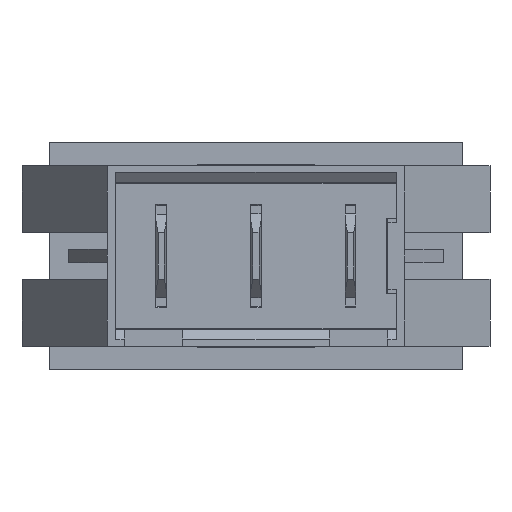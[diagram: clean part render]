
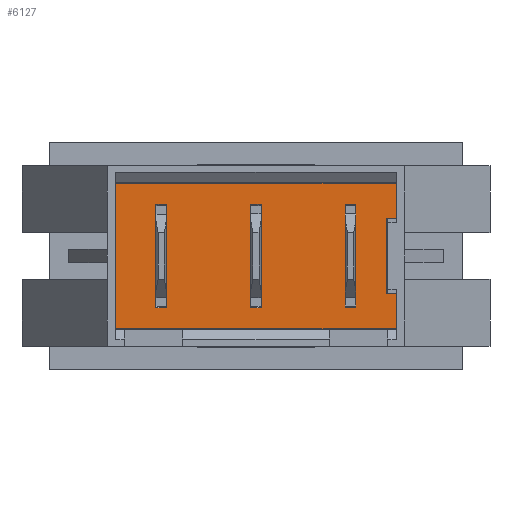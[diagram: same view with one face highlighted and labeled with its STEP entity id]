
A CAD part, front view. The second image highlights one B-rep face of the part: STEP entity #6127.
In plain terms, the highlighted planar face has unit normal (0, -1, 0).
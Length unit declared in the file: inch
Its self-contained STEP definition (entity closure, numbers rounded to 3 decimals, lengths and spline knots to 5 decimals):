
#57=FACE_BOUND('',#618,.T.);
#58=FACE_BOUND('',#619,.T.);
#59=FACE_BOUND('',#620,.T.);
#336=FACE_OUTER_BOUND('',#617,.T.);
#617=EDGE_LOOP('',(#5037,#5038,#5039,#5040,#5041,#5042,#5043,#5044));
#618=EDGE_LOOP('',(#5045,#5046,#5047,#5048));
#619=EDGE_LOOP('',(#5049,#5050,#5051,#5052));
#620=EDGE_LOOP('',(#5053,#5054,#5055,#5056));
#1262=LINE('',#9233,#2081);
#1266=LINE('',#9241,#2085);
#1269=LINE('',#9247,#2088);
#1274=LINE('',#9258,#2093);
#1277=LINE('',#9264,#2096);
#1281=LINE('',#9271,#2100);
#1283=LINE('',#9274,#2102);
#1288=LINE('',#9286,#2107);
#1298=LINE('',#9307,#2117);
#1302=LINE('',#9316,#2121);
#1305=LINE('',#9322,#2124);
#1309=LINE('',#9329,#2128);
#1311=LINE('',#9332,#2130);
#1323=LINE('',#9357,#2142);
#1328=LINE('',#9367,#2147);
#1329=LINE('',#9369,#2148);
#1330=LINE('',#9371,#2149);
#1331=LINE('',#9372,#2150);
#1332=LINE('',#9373,#2151);
#1333=LINE('',#9374,#2152);
#2081=VECTOR('',#7575,0.3937);
#2085=VECTOR('',#7581,0.3937);
#2088=VECTOR('',#7586,0.3937);
#2093=VECTOR('',#7593,0.3937);
#2096=VECTOR('',#7598,0.3937);
#2100=VECTOR('',#7604,0.3937);
#2102=VECTOR('',#7608,0.3937);
#2107=VECTOR('',#7615,0.3937);
#2117=VECTOR('',#7627,0.3937);
#2121=VECTOR('',#7633,0.3937);
#2124=VECTOR('',#7638,0.3937);
#2128=VECTOR('',#7644,0.3937);
#2130=VECTOR('',#7648,0.3937);
#2142=VECTOR('',#7670,0.3937);
#2147=VECTOR('',#7677,0.3937);
#2148=VECTOR('',#7678,0.3937);
#2149=VECTOR('',#7679,0.3937);
#2150=VECTOR('',#7680,0.3937);
#2151=VECTOR('',#7681,0.3937);
#2152=VECTOR('',#7682,0.3937);
#2742=VERTEX_POINT('',#9231);
#2743=VERTEX_POINT('',#9232);
#2746=VERTEX_POINT('',#9240);
#2748=VERTEX_POINT('',#9246);
#2752=VERTEX_POINT('',#9255);
#2753=VERTEX_POINT('',#9257);
#2755=VERTEX_POINT('',#9263);
#2757=VERTEX_POINT('',#9269);
#2762=VERTEX_POINT('',#9283);
#2763=VERTEX_POINT('',#9285);
#2772=VERTEX_POINT('',#9304);
#2773=VERTEX_POINT('',#9306);
#2776=VERTEX_POINT('',#9313);
#2777=VERTEX_POINT('',#9315);
#2779=VERTEX_POINT('',#9321);
#2781=VERTEX_POINT('',#9327);
#2787=VERTEX_POINT('',#9351);
#2789=VERTEX_POINT('',#9355);
#2794=VERTEX_POINT('',#9368);
#2795=VERTEX_POINT('',#9370);
#3550=EDGE_CURVE('',#2742,#2743,#1262,.T.);
#3554=EDGE_CURVE('',#2746,#2742,#1266,.T.);
#3557=EDGE_CURVE('',#2748,#2746,#1269,.T.);
#3562=EDGE_CURVE('',#2753,#2752,#1274,.T.);
#3565=EDGE_CURVE('',#2755,#2753,#1277,.T.);
#3569=EDGE_CURVE('',#2752,#2757,#1281,.T.);
#3571=EDGE_CURVE('',#2757,#2755,#1283,.T.);
#3576=EDGE_CURVE('',#2763,#2762,#1288,.T.);
#3586=EDGE_CURVE('',#2773,#2772,#1298,.T.);
#3590=EDGE_CURVE('',#2777,#2776,#1302,.T.);
#3593=EDGE_CURVE('',#2779,#2777,#1305,.T.);
#3597=EDGE_CURVE('',#2776,#2781,#1309,.T.);
#3599=EDGE_CURVE('',#2781,#2779,#1311,.T.);
#3611=EDGE_CURVE('',#2787,#2789,#1323,.T.);
#3616=EDGE_CURVE('',#2787,#2743,#1328,.T.);
#3617=EDGE_CURVE('',#2789,#2794,#1329,.T.);
#3618=EDGE_CURVE('',#2794,#2795,#1330,.T.);
#3619=EDGE_CURVE('',#2748,#2795,#1331,.T.);
#3620=EDGE_CURVE('',#2772,#2763,#1332,.T.);
#3621=EDGE_CURVE('',#2762,#2773,#1333,.T.);
#5037=ORIENTED_EDGE('',*,*,#3557,.T.);
#5038=ORIENTED_EDGE('',*,*,#3554,.T.);
#5039=ORIENTED_EDGE('',*,*,#3550,.T.);
#5040=ORIENTED_EDGE('',*,*,#3616,.F.);
#5041=ORIENTED_EDGE('',*,*,#3611,.T.);
#5042=ORIENTED_EDGE('',*,*,#3617,.T.);
#5043=ORIENTED_EDGE('',*,*,#3618,.T.);
#5044=ORIENTED_EDGE('',*,*,#3619,.F.);
#5045=ORIENTED_EDGE('',*,*,#3599,.T.);
#5046=ORIENTED_EDGE('',*,*,#3593,.T.);
#5047=ORIENTED_EDGE('',*,*,#3590,.T.);
#5048=ORIENTED_EDGE('',*,*,#3597,.T.);
#5049=ORIENTED_EDGE('',*,*,#3586,.T.);
#5050=ORIENTED_EDGE('',*,*,#3620,.T.);
#5051=ORIENTED_EDGE('',*,*,#3576,.T.);
#5052=ORIENTED_EDGE('',*,*,#3621,.T.);
#5053=ORIENTED_EDGE('',*,*,#3571,.T.);
#5054=ORIENTED_EDGE('',*,*,#3565,.T.);
#5055=ORIENTED_EDGE('',*,*,#3562,.T.);
#5056=ORIENTED_EDGE('',*,*,#3569,.T.);
#5596=PLANE('',#6465);
#6127=ADVANCED_FACE('',(#336,#57,#58,#59),#5596,.T.);
#6465=AXIS2_PLACEMENT_3D('',#9366,#7675,#7676);
#7575=DIRECTION('',(1.,0.,0.));
#7581=DIRECTION('',(0.,0.,1.));
#7586=DIRECTION('',(-1.,0.,0.));
#7593=DIRECTION('',(0.,0.,-1.));
#7598=DIRECTION('',(1.,0.,0.));
#7604=DIRECTION('',(-1.,0.,0.));
#7608=DIRECTION('',(0.,0.,1.));
#7615=DIRECTION('',(0.,0.,-1.));
#7627=DIRECTION('',(0.,0.,1.));
#7633=DIRECTION('',(0.,0.,-1.));
#7638=DIRECTION('',(1.,0.,0.));
#7644=DIRECTION('',(-1.,0.,0.));
#7648=DIRECTION('',(0.,0.,1.));
#7670=DIRECTION('',(-1.,0.,0.));
#7675=DIRECTION('center_axis',(0.,-1.,0.));
#7676=DIRECTION('ref_axis',(0.,0.,-1.));
#7677=DIRECTION('',(0.,0.,-1.));
#7678=DIRECTION('',(0.,0.,-1.));
#7679=DIRECTION('',(1.,0.,0.));
#7680=DIRECTION('',(0.,0.,-1.));
#7681=DIRECTION('',(1.,0.,0.));
#7682=DIRECTION('',(-1.,0.,0.));
#9231=CARTESIAN_POINT('',(0.38868,-0.28553,0.11253));
#9232=CARTESIAN_POINT('',(0.41868,-0.28553,0.11253));
#9233=CARTESIAN_POINT('',(0.40368,-0.28553,0.11253));
#9240=CARTESIAN_POINT('',(0.38868,-0.28553,-0.11247));
#9241=CARTESIAN_POINT('',(0.38868,-0.28553,-0.05622));
#9246=CARTESIAN_POINT('',(0.41868,-0.28553,-0.11247));
#9247=CARTESIAN_POINT('',(0.41868,-0.28553,-0.11247));
#9255=CARTESIAN_POINT('',(-0.26732,-0.28553,-0.15397));
#9257=CARTESIAN_POINT('',(-0.26732,-0.28553,0.15403));
#9258=CARTESIAN_POINT('',(-0.26732,-0.28553,0.07703));
#9263=CARTESIAN_POINT('',(-0.29932,-0.28553,0.15403));
#9264=CARTESIAN_POINT('',(0.05968,-0.28553,0.15403));
#9269=CARTESIAN_POINT('',(-0.29932,-0.28553,-0.15397));
#9271=CARTESIAN_POINT('',(0.07568,-0.28553,-0.15397));
#9274=CARTESIAN_POINT('',(-0.29932,-0.28553,-0.07697));
#9283=CARTESIAN_POINT('',(0.01568,-0.28553,-0.15397));
#9285=CARTESIAN_POINT('',(0.01568,-0.28553,0.15403));
#9286=CARTESIAN_POINT('',(0.01568,-0.28553,0.07703));
#9304=CARTESIAN_POINT('',(-0.01632,-0.28553,0.15403));
#9306=CARTESIAN_POINT('',(-0.01632,-0.28553,-0.15397));
#9307=CARTESIAN_POINT('',(-0.01632,-0.28553,-0.07697));
#9313=CARTESIAN_POINT('',(0.29868,-0.28553,-0.15397));
#9315=CARTESIAN_POINT('',(0.29868,-0.28553,0.15403));
#9316=CARTESIAN_POINT('',(0.29868,-0.28553,0.07703));
#9321=CARTESIAN_POINT('',(0.26668,-0.28553,0.15403));
#9322=CARTESIAN_POINT('',(0.34268,-0.28553,0.15403));
#9327=CARTESIAN_POINT('',(0.26668,-0.28553,-0.15397));
#9329=CARTESIAN_POINT('',(0.35868,-0.28553,-0.15397));
#9332=CARTESIAN_POINT('',(0.26668,-0.28553,-0.07697));
#9351=CARTESIAN_POINT('',(0.41868,-0.28553,0.21753));
#9355=CARTESIAN_POINT('',(-0.41932,-0.28553,0.21753));
#9357=CARTESIAN_POINT('',(0.41868,-0.28553,0.21753));
#9366=CARTESIAN_POINT('Origin',(0.41868,-0.28553,0.00003));
#9367=CARTESIAN_POINT('',(0.41868,-0.28553,0.00003));
#9368=CARTESIAN_POINT('',(-0.41932,-0.28553,-0.21747));
#9369=CARTESIAN_POINT('',(-0.41932,-0.28553,0.00003));
#9370=CARTESIAN_POINT('',(0.41868,-0.28553,-0.21747));
#9371=CARTESIAN_POINT('',(0.41868,-0.28553,-0.21747));
#9372=CARTESIAN_POINT('',(0.41868,-0.28553,0.00003));
#9373=CARTESIAN_POINT('',(0.20118,-0.28553,0.15403));
#9374=CARTESIAN_POINT('',(0.21718,-0.28553,-0.15397));
